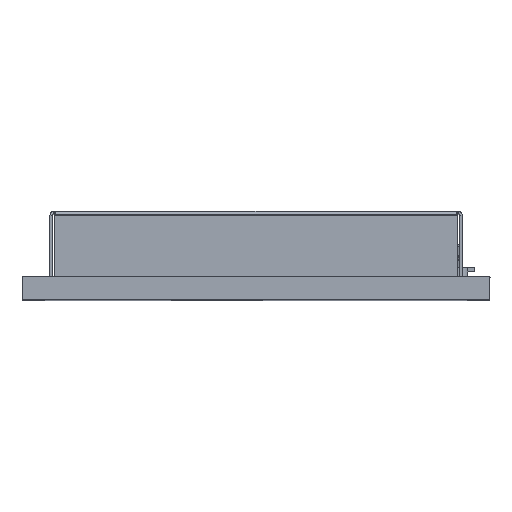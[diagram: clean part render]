
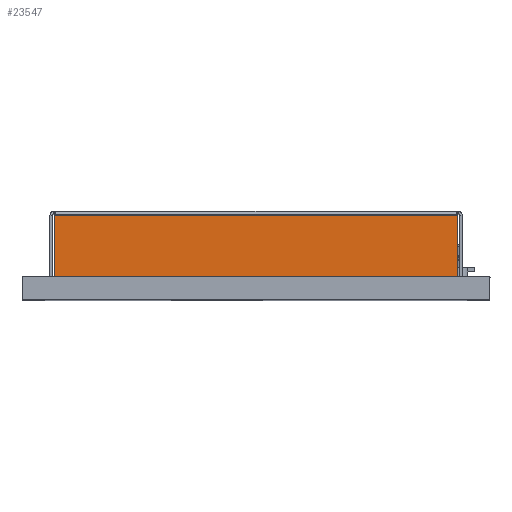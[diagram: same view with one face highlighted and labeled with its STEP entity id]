
A CAD part, top view. The second image highlights one B-rep face of the part: STEP entity #23547.
In plain terms, the highlighted planar face has unit normal (0, 0, 1).
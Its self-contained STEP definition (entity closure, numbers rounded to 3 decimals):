
#625 = DIRECTION ( 'NONE',  ( -1., 0., 0. ) ) ;
#869 = DIRECTION ( 'NONE',  ( 0., 1., 0. ) ) ;
#2035 = CARTESIAN_POINT ( 'NONE',  ( 0., 0., 15.1 ) ) ;
#2503 = DIRECTION ( 'NONE',  ( -1., 0., 0. ) ) ;
#3047 = DIRECTION ( 'NONE',  ( 0., 1., 0. ) ) ;
#3476 = VERTEX_POINT ( 'NONE', #17424 ) ;
#3784 = ORIENTED_EDGE ( 'NONE', *, *, #24967, .T. ) ;
#4479 = ORIENTED_EDGE ( 'NONE', *, *, #24766, .T. ) ;
#4540 = EDGE_CURVE ( 'NONE', #24055, #18161, #17550, .T. ) ;
#4844 = DIRECTION ( 'NONE',  ( 0., -1., 0. ) ) ;
#6007 = LINE ( 'NONE', #18924, #19134 ) ;
#6825 = ORIENTED_EDGE ( 'NONE', *, *, #4540, .F. ) ;
#6864 = ORIENTED_EDGE ( 'NONE', *, *, #15748, .F. ) ;
#8918 = LINE ( 'NONE', #15411, #25943 ) ;
#10695 = CARTESIAN_POINT ( 'NONE',  ( 0., 3.25, 15.1 ) ) ;
#11124 = CARTESIAN_POINT ( 'NONE',  ( -7.754, 3.3, 15.1 ) ) ;
#11149 = EDGE_LOOP ( 'NONE', ( #4479, #6825, #6864, #3784 ) ) ;
#11187 = VECTOR ( 'NONE', #869, 1000. ) ;
#13072 = DIRECTION ( 'NONE',  ( 0., 0., 1. ) ) ;
#13534 = CARTESIAN_POINT ( 'NONE',  ( 7.754, 0.9, 15.1 ) ) ;
#13772 = FACE_OUTER_BOUND ( 'NONE', #11149, .T. ) ;
#15411 = CARTESIAN_POINT ( 'NONE',  ( 7.754, 0., 15.1 ) ) ;
#15748 = EDGE_CURVE ( 'NONE', #17000, #24055, #6007, .T. ) ;
#17000 = VERTEX_POINT ( 'NONE', #13534 ) ;
#17424 = CARTESIAN_POINT ( 'NONE',  ( 7.754, 3.25, 15.1 ) ) ;
#17523 = VECTOR ( 'NONE', #2503, 1000. ) ;
#17550 = LINE ( 'NONE', #11124, #11187 ) ;
#18161 = VERTEX_POINT ( 'NONE', #22675 ) ;
#18172 = LINE ( 'NONE', #10695, #17523 ) ;
#18924 = CARTESIAN_POINT ( 'NONE',  ( -7.925, 0.9, 15.1 ) ) ;
#19134 = VECTOR ( 'NONE', #625, 1000. ) ;
#22675 = CARTESIAN_POINT ( 'NONE',  ( -7.754, 3.25, 15.1 ) ) ;
#23547 = ADVANCED_FACE ( 'NONE', ( #13772 ), #26648, .T. ) ;
#24055 = VERTEX_POINT ( 'NONE', #24542 ) ;
#24542 = CARTESIAN_POINT ( 'NONE',  ( -7.754, 0.9, 15.1 ) ) ;
#24766 = EDGE_CURVE ( 'NONE', #3476, #18161, #18172, .T. ) ;
#24965 = AXIS2_PLACEMENT_3D ( 'NONE', #2035, #13072, #4844 ) ;
#24967 = EDGE_CURVE ( 'NONE', #17000, #3476, #8918, .T. ) ;
#25943 = VECTOR ( 'NONE', #3047, 1000. ) ;
#26648 = PLANE ( 'NONE',  #24965 ) ;
